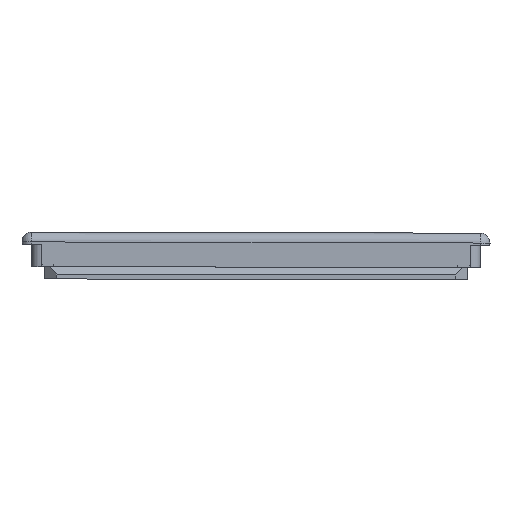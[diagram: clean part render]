
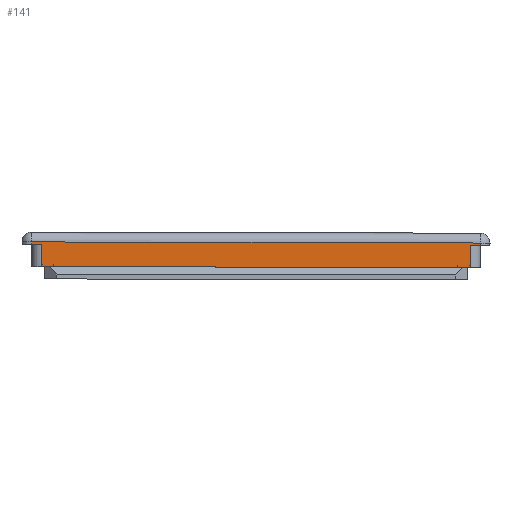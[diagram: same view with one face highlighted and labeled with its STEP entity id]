
A CAD part, left-side view. The second image highlights one B-rep face of the part: STEP entity #141.
In plain terms, the highlighted face is planar.
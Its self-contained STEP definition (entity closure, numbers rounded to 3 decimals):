
#28 = EDGE_CURVE ( 'NONE', #16182, #16181, #22171, .T. ) ;
#48 = EDGE_CURVE ( 'NONE', #16181, #16889, #22231, .T. ) ;
#49 = EDGE_CURVE ( 'NONE', #16889, #16890, #22234, .T. ) ;
#50 = EDGE_CURVE ( 'NONE', #16890, #16891, #22237, .T. ) ;
#51 = EDGE_CURVE ( 'NONE', #16891, #16892, #22240, .T. ) ;
#52 = EDGE_CURVE ( 'NONE', #16892, #16893, #22243, .T. ) ;
#53 = EDGE_CURVE ( 'NONE', #16893, #16894, #22246, .T. ) ;
#54 = EDGE_CURVE ( 'NONE', #16894, #16182, #22249, .T. ) ;
#141 = ADVANCED_FACE ( 'NONE', ( #2839 ), #22540, .T. ) ;
#345 = VECTOR ( 'NONE', #22173, 1000. ) ;
#365 = VECTOR ( 'NONE', #22233, 1000. ) ;
#366 = VECTOR ( 'NONE', #22236, 1000. ) ;
#367 = VECTOR ( 'NONE', #22239, 1000. ) ;
#368 = VECTOR ( 'NONE', #22242, 1000. ) ;
#369 = VECTOR ( 'NONE', #22245, 1000. ) ;
#370 = VECTOR ( 'NONE', #22248, 1000. ) ;
#372 = VECTOR ( 'NONE', #22251, 1000. ) ;
#2839 = FACE_OUTER_BOUND ( 'NONE', #18490, .T. ) ;
#2842 = AXIS2_PLACEMENT_3D ( 'NONE', #22541, #22542, #22543 ) ;
#14237 = CARTESIAN_POINT ( 'NONE',  ( 12., 17.4, 1. ) ) ;
#14238 = CARTESIAN_POINT ( 'NONE',  ( 12., 18.2, 1. ) ) ;
#14255 = CARTESIAN_POINT ( 'NONE',  ( 12., 17.4, 2.8 ) ) ;
#14256 = CARTESIAN_POINT ( 'NONE',  ( 12., -17.4, 2.8 ) ) ;
#14257 = CARTESIAN_POINT ( 'NONE',  ( 12., -17.4, 1. ) ) ;
#14258 = CARTESIAN_POINT ( 'NONE',  ( 12., -18.2, 1. ) ) ;
#14259 = CARTESIAN_POINT ( 'NONE',  ( 12., -18.2, 0.8 ) ) ;
#14260 = CARTESIAN_POINT ( 'NONE',  ( 12., 18.2, 0.8 ) ) ;
#16181 = VERTEX_POINT ( 'NONE', #14237 ) ;
#16182 = VERTEX_POINT ( 'NONE', #14238 ) ;
#16830 = ORIENTED_EDGE ( 'NONE', *, *, #28, .T. ) ;
#16831 = ORIENTED_EDGE ( 'NONE', *, *, #49, .T. ) ;
#16832 = ORIENTED_EDGE ( 'NONE', *, *, #48, .T. ) ;
#16833 = ORIENTED_EDGE ( 'NONE', *, *, #50, .T. ) ;
#16834 = ORIENTED_EDGE ( 'NONE', *, *, #51, .T. ) ;
#16835 = ORIENTED_EDGE ( 'NONE', *, *, #52, .T. ) ;
#16836 = ORIENTED_EDGE ( 'NONE', *, *, #53, .T. ) ;
#16837 = ORIENTED_EDGE ( 'NONE', *, *, #54, .T. ) ;
#16889 = VERTEX_POINT ( 'NONE', #14255 ) ;
#16890 = VERTEX_POINT ( 'NONE', #14256 ) ;
#16891 = VERTEX_POINT ( 'NONE', #14257 ) ;
#16892 = VERTEX_POINT ( 'NONE', #14258 ) ;
#16893 = VERTEX_POINT ( 'NONE', #14259 ) ;
#16894 = VERTEX_POINT ( 'NONE', #14260 ) ;
#18490 = EDGE_LOOP ( 'NONE', ( #16830, #16832, #16831, #16833, #16834, #16835, #16836, #16837 ) ) ;
#22171 = LINE ( 'NONE', #22172, #345 ) ;
#22172 = CARTESIAN_POINT ( 'NONE',  ( 12., 19., 1. ) ) ;
#22173 = DIRECTION ( 'NONE',  ( 0., -1., 0. ) ) ;
#22231 = LINE ( 'NONE', #22232, #365 ) ;
#22232 = CARTESIAN_POINT ( 'NONE',  ( 12., 17.4, 2.8 ) ) ;
#22233 = DIRECTION ( 'NONE',  ( 0., 0., 1. ) ) ;
#22234 = LINE ( 'NONE', #22235, #366 ) ;
#22235 = CARTESIAN_POINT ( 'NONE',  ( 12., -35.1, 2.8 ) ) ;
#22236 = DIRECTION ( 'NONE',  ( 0., -1., 0. ) ) ;
#22237 = LINE ( 'NONE', #22238, #367 ) ;
#22238 = CARTESIAN_POINT ( 'NONE',  ( 12., -17.4, 1. ) ) ;
#22239 = DIRECTION ( 'NONE',  ( 0., 0., -1. ) ) ;
#22240 = LINE ( 'NONE', #22241, #368 ) ;
#22241 = CARTESIAN_POINT ( 'NONE',  ( 12., 19., 1. ) ) ;
#22242 = DIRECTION ( 'NONE',  ( 0., -1., 0. ) ) ;
#22243 = LINE ( 'NONE', #22244, #369 ) ;
#22244 = CARTESIAN_POINT ( 'NONE',  ( 12., -18.2, 0. ) ) ;
#22245 = DIRECTION ( 'NONE',  ( 0., 0., -1. ) ) ;
#22246 = LINE ( 'NONE', #22247, #370 ) ;
#22247 = CARTESIAN_POINT ( 'NONE',  ( 12., 19., 0.8 ) ) ;
#22248 = DIRECTION ( 'NONE',  ( 0., 1., 0. ) ) ;
#22249 = LINE ( 'NONE', #22250, #372 ) ;
#22250 = CARTESIAN_POINT ( 'NONE',  ( 12., 18.2, 1. ) ) ;
#22251 = DIRECTION ( 'NONE',  ( 0., 0., 1. ) ) ;
#22540 = PLANE ( 'NONE',  #2842 ) ;
#22541 = CARTESIAN_POINT ( 'NONE',  ( 12., 19., 1. ) ) ;
#22542 = DIRECTION ( 'NONE',  ( 1., 0., 0. ) ) ;
#22543 = DIRECTION ( 'NONE',  ( 0., 0., -1. ) ) ;
